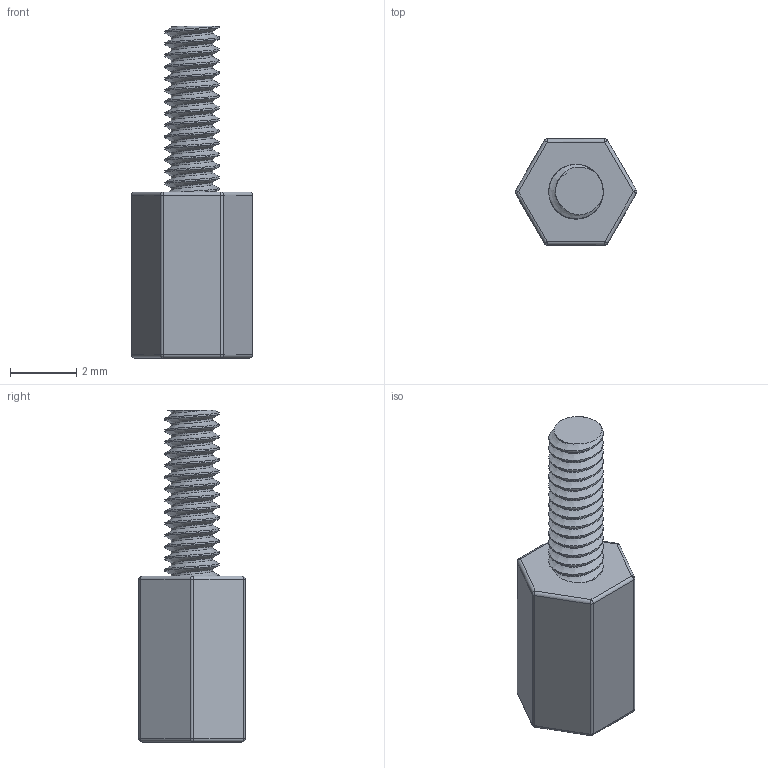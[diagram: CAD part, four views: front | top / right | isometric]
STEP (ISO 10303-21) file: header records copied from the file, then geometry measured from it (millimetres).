
FILE_DESCRIPTION(/* description */ (''),/* implementation_level */ '2;1');
FILE_NAME(/* name */ 'Screw M1.6.step',/* time_stamp */ '2024-09-20T11:27:01+02:00',/* author */ (''),/* organization */ (''),/* preprocessor_version */ 'ST-DEVELOPER v20',/* originating_system */ 'Autodesk Translation Framework v13.14.0.145',/* authorisation */ '');
FILE_SCHEMA (('AUTOMOTIVE_DESIGN { 1 0 10303 214 3 1 1 }'));
Length unit declared in the file: millimetre
Products named in the file (1): Screw M1.6
Bounding box: 3.66 x 3.2 x 10 mm (x, y, z)
Volume: 45.3 mm3; surface area: 126.9 mm2
Topology: 1 solids, 1 shells, 74 faces, 174 edges, 104 vertices
Faces by surface type: cylinder 50, sphere 12, plane 10, bspline 2
Full cylindrical faces by diameter (mm): 1.239 x5, 1.6 x1, 1.639 x9
Entity records: 3909 total; most frequent: CARTESIAN_POINT 2285, ORIENTED_EDGE 348, DIRECTION 298, EDGE_CURVE 174, AXIS2_PLACEMENT_3D 116, VERTEX_POINT 104, EDGE_LOOP 76, FACE_OUTER_BOUND 74
